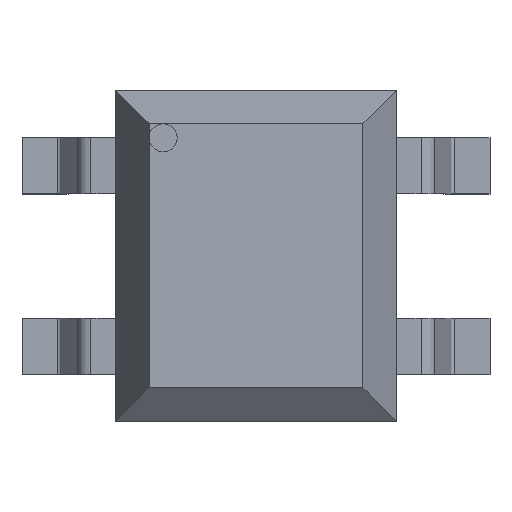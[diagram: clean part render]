
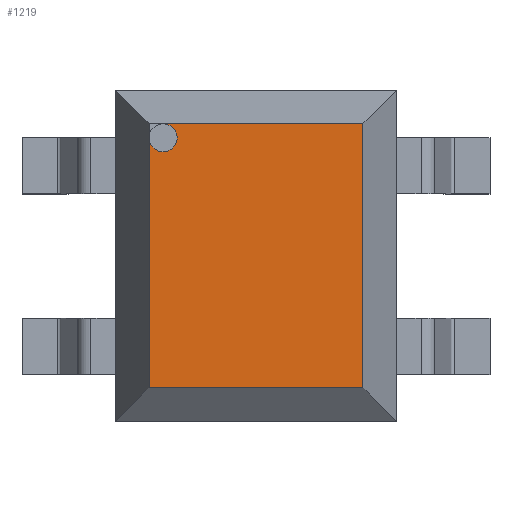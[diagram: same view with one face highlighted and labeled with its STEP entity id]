
A CAD part, top view. The second image highlights one B-rep face of the part: STEP entity #1219.
In plain terms, the highlighted planar face has unit normal (0, 0, 1).
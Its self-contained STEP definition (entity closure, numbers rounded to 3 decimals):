
#29=PLANE('',#1314);
#86=FACE_OUTER_BOUND('',#159,.T.);
#159=EDGE_LOOP('',(#852,#853,#854,#855,#856));
#232=LINE('',#1799,#375);
#233=LINE('',#1801,#376);
#234=LINE('',#1803,#377);
#235=LINE('',#1804,#378);
#375=VECTOR('',#1438,10.);
#376=VECTOR('',#1439,10.);
#377=VECTOR('',#1440,10.);
#378=VECTOR('',#1441,10.);
#515=CIRCLE('',#1309,0.21);
#550=VERTEX_POINT('',#1785);
#551=VERTEX_POINT('',#1786);
#554=VERTEX_POINT('',#1798);
#555=VERTEX_POINT('',#1800);
#556=VERTEX_POINT('',#1802);
#665=EDGE_CURVE('',#550,#551,#515,.T.);
#671=EDGE_CURVE('',#554,#551,#232,.T.);
#672=EDGE_CURVE('',#555,#554,#233,.T.);
#673=EDGE_CURVE('',#556,#555,#234,.T.);
#674=EDGE_CURVE('',#550,#556,#235,.T.);
#852=ORIENTED_EDGE('',*,*,#665,.T.);
#853=ORIENTED_EDGE('',*,*,#671,.F.);
#854=ORIENTED_EDGE('',*,*,#672,.F.);
#855=ORIENTED_EDGE('',*,*,#673,.F.);
#856=ORIENTED_EDGE('',*,*,#674,.F.);
#1219=ADVANCED_FACE('',(#86),#29,.T.);
#1309=AXIS2_PLACEMENT_3D('',#1787,#1423,#1424);
#1314=AXIS2_PLACEMENT_3D('',#1797,#1436,#1437);
#1423=DIRECTION('center_axis',(0.,0.,-1.));
#1424=DIRECTION('ref_axis',(1.,0.,0.));
#1436=DIRECTION('center_axis',(0.,0.,1.));
#1437=DIRECTION('ref_axis',(1.,0.,0.));
#1438=DIRECTION('',(0.,1.,0.));
#1439=DIRECTION('',(-1.,0.,0.));
#1440=DIRECTION('',(0.,-1.,0.));
#1441=DIRECTION('',(1.,0.,0.));
#1785=CARTESIAN_POINT('',(-1.39,1.975,2.9));
#1786=CARTESIAN_POINT('',(-1.6,1.765,2.9));
#1787=CARTESIAN_POINT('Origin',(-1.39,1.765,2.9));
#1797=CARTESIAN_POINT('Origin',(0.,0.,2.9));
#1798=CARTESIAN_POINT('',(-1.6,-1.975,2.9));
#1799=CARTESIAN_POINT('',(-1.6,1.238,2.9));
#1800=CARTESIAN_POINT('',(1.6,-1.975,2.9));
#1801=CARTESIAN_POINT('',(-1.05,-1.975,2.9));
#1802=CARTESIAN_POINT('',(1.6,1.975,2.9));
#1803=CARTESIAN_POINT('',(1.6,-1.238,2.9));
#1804=CARTESIAN_POINT('',(1.05,1.975,2.9));
